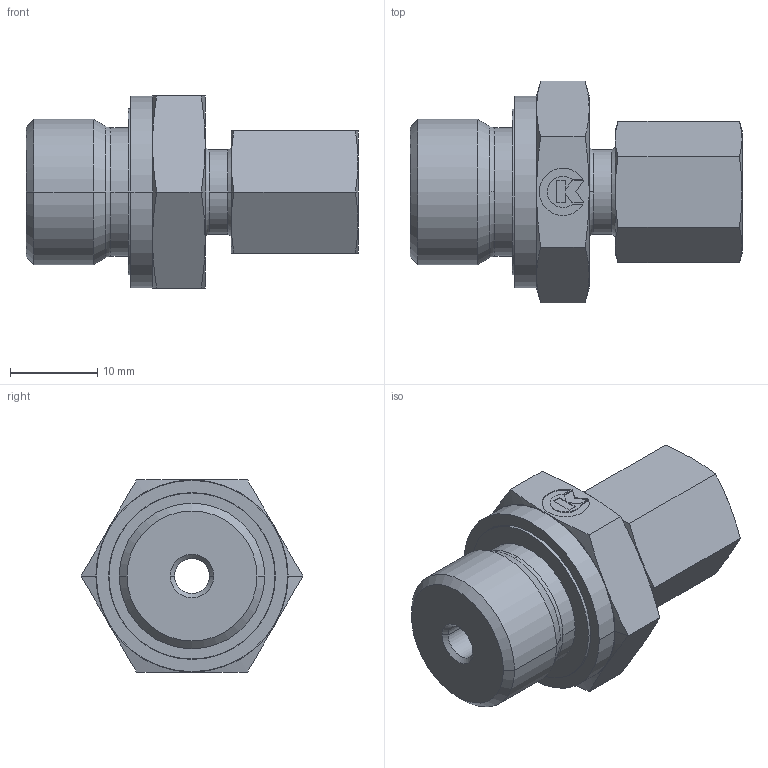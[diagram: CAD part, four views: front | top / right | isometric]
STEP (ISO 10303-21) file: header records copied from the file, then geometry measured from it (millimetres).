
FILE_DESCRIPTION( ( '' ), '1' );
FILE_NAME( '124063812.stp', '2012-07-19T09:21:58', ( '' ), ( '' ), ' ', ' ', ' ' );
FILE_SCHEMA( ( 'CONFIG_CONTROL_DESIGN' ) );
Length unit declared in the file: millimetre
Products named in the file (3): 1; 2; 3
Bounding box: 38 x 25.4 x 22 mm (x, y, z)
Volume: 7882.3 mm3; surface area: 4951.5 mm2
Topology: 3 solids, 3 shells, 149 faces, 339 edges, 207 vertices
Faces by surface type: plane 55, cone 54, cylinder 36, torus 4
Entity records: 4248 total; most frequent: CARTESIAN_POINT 794, DIRECTION 730, ORIENTED_EDGE 678, EDGE_CURVE 339, AXIS2_PLACEMENT_3D 287, VERTEX_POINT 207, EDGE_LOOP 166, LINE 156
